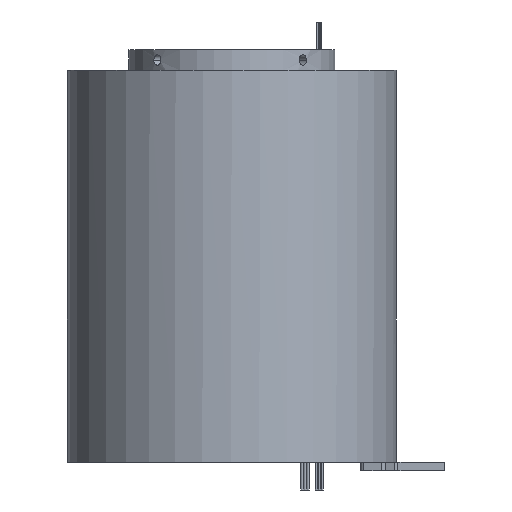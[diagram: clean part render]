
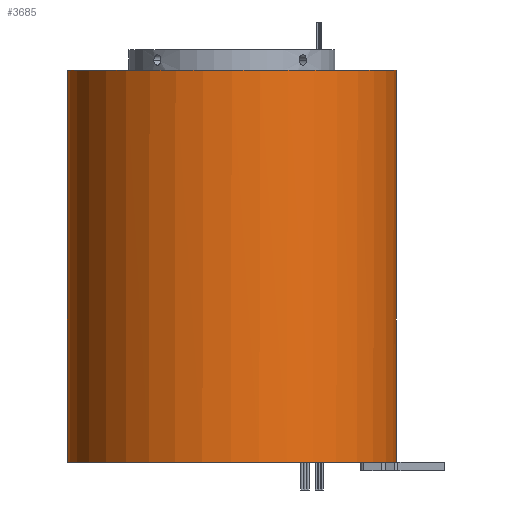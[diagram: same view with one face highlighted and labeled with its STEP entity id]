
A CAD part, front view. The second image highlights one B-rep face of the part: STEP entity #3685.
In plain terms, the highlighted cylindrical face has radius 95 mm (diameter 190 mm), a partial arc.
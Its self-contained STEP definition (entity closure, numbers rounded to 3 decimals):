
#536 = CARTESIAN_POINT ( 'NONE',  ( 0., 0., 0. ) ) ;
#632 = EDGE_CURVE ( 'NONE', #4269, #3498, #2104, .T. ) ;
#851 = DIRECTION ( 'NONE',  ( 0., 0., 1. ) ) ;
#1081 = DIRECTION ( 'NONE',  ( 1., 0., 0. ) ) ;
#1139 = ORIENTED_EDGE ( 'NONE', *, *, #2544, .T. ) ;
#1261 = DIRECTION ( 'NONE',  ( -1., 0., 0. ) ) ;
#1655 = CARTESIAN_POINT ( 'NONE',  ( 93.353, -17.615, 0. ) ) ;
#1807 = CARTESIAN_POINT ( 'NONE',  ( 0., 0., 226.5 ) ) ;
#2044 = CARTESIAN_POINT ( 'NONE',  ( 95., 0., 226.5 ) ) ;
#2104 = CIRCLE ( 'NONE', #3652, 95. ) ;
#2208 = DIRECTION ( 'NONE',  ( 0., 0., -1. ) ) ;
#2238 = EDGE_LOOP ( 'NONE', ( #6706, #6989, #4345, #4619, #1139 ) ) ;
#2329 = AXIS2_PLACEMENT_3D ( 'NONE', #1807, #5298, #1261 ) ;
#2392 = EDGE_CURVE ( 'NONE', #6789, #5590, #3443, .T. ) ;
#2544 = EDGE_CURVE ( 'NONE', #3498, #3817, #6834, .T. ) ;
#2780 = CARTESIAN_POINT ( 'NONE',  ( -95., 0., 0. ) ) ;
#3013 = LINE ( 'NONE', #5041, #7297 ) ;
#3323 = DIRECTION ( 'NONE',  ( 0., 0., 1. ) ) ;
#3443 = CIRCLE ( 'NONE', #5422, 95. ) ;
#3498 = VERTEX_POINT ( 'NONE', #1655 ) ;
#3652 = AXIS2_PLACEMENT_3D ( 'NONE', #4292, #851, #4862 ) ;
#3685 = ADVANCED_FACE ( 'NONE', ( #6451 ), #4682, .T. ) ;
#3817 = VERTEX_POINT ( 'NONE', #4809 ) ;
#3996 = VECTOR ( 'NONE', #2208, 1000. ) ;
#4269 = VERTEX_POINT ( 'NONE', #2780 ) ;
#4292 = CARTESIAN_POINT ( 'NONE',  ( 0., 0., 0. ) ) ;
#4345 = ORIENTED_EDGE ( 'NONE', *, *, #5200, .T. ) ;
#4465 = DIRECTION ( 'NONE',  ( 0., 0., -1. ) ) ;
#4517 = DIRECTION ( 'NONE',  ( 0., 0., 1. ) ) ;
#4619 = ORIENTED_EDGE ( 'NONE', *, *, #632, .T. ) ;
#4682 = CYLINDRICAL_SURFACE ( 'NONE', #2329, 95. ) ;
#4809 = CARTESIAN_POINT ( 'NONE',  ( 95., 0., 0. ) ) ;
#4862 = DIRECTION ( 'NONE',  ( 1., 0., 0. ) ) ;
#5041 = CARTESIAN_POINT ( 'NONE',  ( 95., 0., 226.5 ) ) ;
#5152 = EDGE_CURVE ( 'NONE', #5590, #3817, #3013, .T. ) ;
#5200 = EDGE_CURVE ( 'NONE', #6789, #4269, #5739, .T. ) ;
#5222 = AXIS2_PLACEMENT_3D ( 'NONE', #536, #4517, #1081 ) ;
#5298 = DIRECTION ( 'NONE',  ( 0., 0., -1. ) ) ;
#5422 = AXIS2_PLACEMENT_3D ( 'NONE', #6835, #3323, #7417 ) ;
#5590 = VERTEX_POINT ( 'NONE', #2044 ) ;
#5727 = CARTESIAN_POINT ( 'NONE',  ( -95., 0., 226.5 ) ) ;
#5739 = LINE ( 'NONE', #6264, #3996 ) ;
#6264 = CARTESIAN_POINT ( 'NONE',  ( -95., 0., 226.5 ) ) ;
#6451 = FACE_OUTER_BOUND ( 'NONE', #2238, .T. ) ;
#6706 = ORIENTED_EDGE ( 'NONE', *, *, #5152, .F. ) ;
#6789 = VERTEX_POINT ( 'NONE', #5727 ) ;
#6834 = CIRCLE ( 'NONE', #5222, 95. ) ;
#6835 = CARTESIAN_POINT ( 'NONE',  ( 0., 0., 226.5 ) ) ;
#6989 = ORIENTED_EDGE ( 'NONE', *, *, #2392, .F. ) ;
#7297 = VECTOR ( 'NONE', #4465, 1000. ) ;
#7417 = DIRECTION ( 'NONE',  ( 1., 0., 0. ) ) ;
